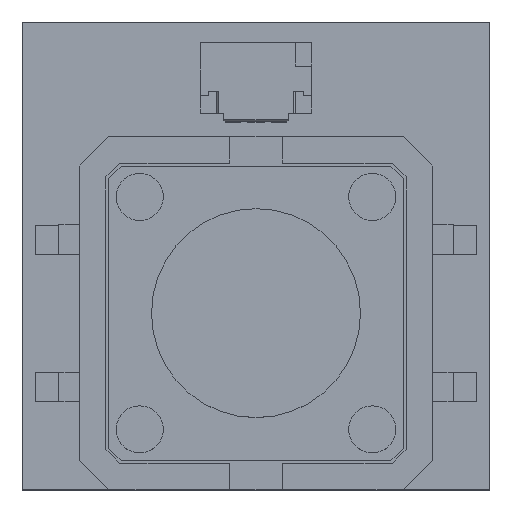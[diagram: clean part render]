
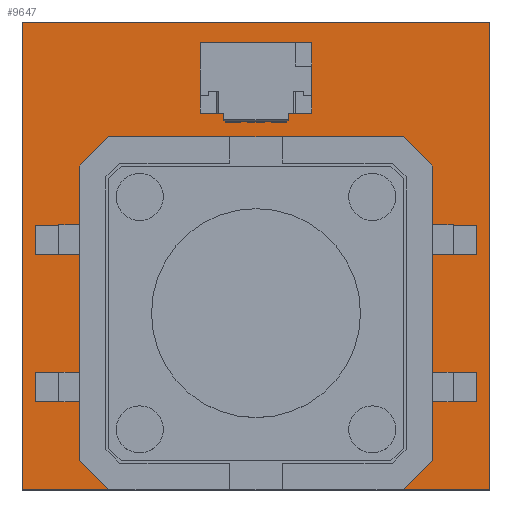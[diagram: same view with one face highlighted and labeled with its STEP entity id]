
A CAD part, top view. The second image highlights one B-rep face of the part: STEP entity #9647.
In plain terms, the highlighted planar face has unit normal (0, 0, 1).
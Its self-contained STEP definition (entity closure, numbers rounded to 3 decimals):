
#9518 = VERTEX_POINT('',#9519);
#9519 = CARTESIAN_POINT('',(163.95,-85.75,1.6));
#9525 = EDGE_CURVE('',#9518,#9526,#9528,.T.);
#9526 = VERTEX_POINT('',#9527);
#9527 = CARTESIAN_POINT('',(148.05,-85.75,1.6));
#9528 = LINE('',#9529,#9530);
#9529 = CARTESIAN_POINT('',(163.95,-85.75,1.6));
#9530 = VECTOR('',#9531,1.);
#9531 = DIRECTION('',(-1.,0.,0.));
#9556 = EDGE_CURVE('',#9526,#9557,#9559,.T.);
#9557 = VERTEX_POINT('',#9558);
#9558 = CARTESIAN_POINT('',(148.05,-69.85,1.6));
#9559 = LINE('',#9560,#9561);
#9560 = CARTESIAN_POINT('',(148.05,-85.75,1.6));
#9561 = VECTOR('',#9562,1.);
#9562 = DIRECTION('',(0.,1.,0.));
#9587 = EDGE_CURVE('',#9557,#9588,#9590,.T.);
#9588 = VERTEX_POINT('',#9589);
#9589 = CARTESIAN_POINT('',(163.95,-69.85,1.6));
#9590 = LINE('',#9591,#9592);
#9591 = CARTESIAN_POINT('',(148.05,-69.85,1.6));
#9592 = VECTOR('',#9593,1.);
#9593 = DIRECTION('',(1.,0.,0.));
#9618 = EDGE_CURVE('',#9588,#9518,#9619,.T.);
#9619 = LINE('',#9620,#9621);
#9620 = CARTESIAN_POINT('',(163.95,-69.85,1.6));
#9621 = VECTOR('',#9622,1.);
#9622 = DIRECTION('',(0.,-1.,0.));
#9647 = ADVANCED_FACE('',(#9648),#9654,.T.);
#9648 = FACE_BOUND('',#9649,.F.);
#9649 = EDGE_LOOP('',(#9650,#9651,#9652,#9653));
#9650 = ORIENTED_EDGE('',*,*,#9525,.T.);
#9651 = ORIENTED_EDGE('',*,*,#9556,.T.);
#9652 = ORIENTED_EDGE('',*,*,#9587,.T.);
#9653 = ORIENTED_EDGE('',*,*,#9618,.T.);
#9654 = PLANE('',#9655);
#9655 = AXIS2_PLACEMENT_3D('',#9656,#9657,#9658);
#9656 = CARTESIAN_POINT('',(0.,0.,1.6));
#9657 = DIRECTION('',(0.,0.,1.));
#9658 = DIRECTION('',(1.,0.,-0.));
